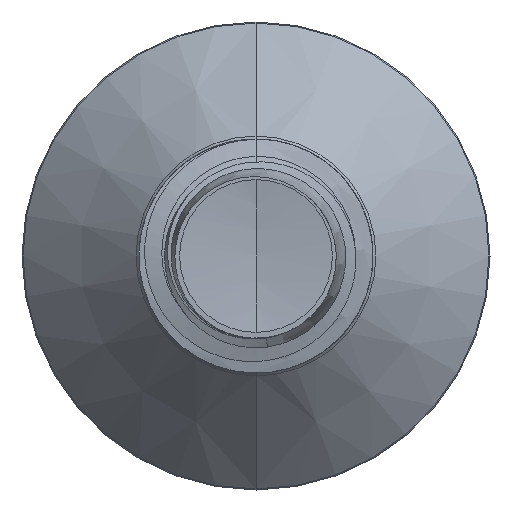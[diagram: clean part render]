
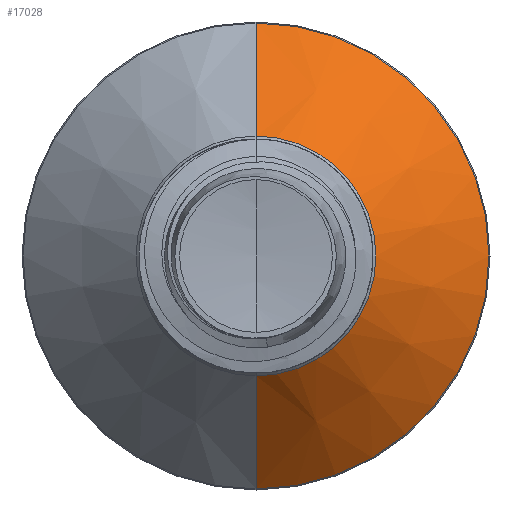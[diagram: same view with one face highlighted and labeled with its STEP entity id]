
A CAD part, front view. The second image highlights one B-rep face of the part: STEP entity #17028.
In plain terms, the highlighted conical face has half-angle 45 degrees and reference radius 2.563 mm.
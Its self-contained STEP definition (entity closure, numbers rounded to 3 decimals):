
#5278 = CARTESIAN_POINT ( 'NONE',  ( 0., 26.813, 0. ) ) ;
#5711 = DIRECTION ( 'NONE',  ( 0., 0., 1. ) ) ;
#9098 = CONICAL_SURFACE ( 'NONE', #40432, 2.563, 0.785 ) ;
#10338 = DIRECTION ( 'NONE',  ( 0., 0., 1. ) ) ;
#11391 = CIRCLE ( 'NONE', #29583, 4.978 ) ;
#13578 = CARTESIAN_POINT ( 'NONE',  ( 0., 29.228, 4.978 ) ) ;
#15791 = EDGE_CURVE ( 'NONE', #42683, #39273, #17412, .T. ) ;
#15809 = ORIENTED_EDGE ( 'NONE', *, *, #15791, .F. ) ;
#16404 = EDGE_CURVE ( 'NONE', #42683, #22062, #24582, .T. ) ;
#17028 = ADVANCED_FACE ( 'NONE', ( #34254 ), #9098, .T. ) ;
#17412 = LINE ( 'NONE', #48348, #39003 ) ;
#18852 = ORIENTED_EDGE ( 'NONE', *, *, #20581, .F. ) ;
#20581 = EDGE_CURVE ( 'NONE', #39273, #30635, #11391, .T. ) ;
#21777 = LINE ( 'NONE', #54858, #40875 ) ;
#21943 = CARTESIAN_POINT ( 'NONE',  ( 0., 26.813, 2.563 ) ) ;
#22062 = VERTEX_POINT ( 'NONE', #50694 ) ;
#24582 = CIRCLE ( 'NONE', #49086, 2.563 ) ;
#26804 = DIRECTION ( 'NONE',  ( 0., 1., 0. ) ) ;
#29347 = EDGE_CURVE ( 'NONE', #22062, #30635, #21777, .T. ) ;
#29583 = AXIS2_PLACEMENT_3D ( 'NONE', #52724, #26804, #57687 ) ;
#30635 = VERTEX_POINT ( 'NONE', #40269 ) ;
#32675 = ORIENTED_EDGE ( 'NONE', *, *, #29347, .T. ) ;
#33161 = DIRECTION ( 'NONE',  ( 0., 0.707, -0.707 ) ) ;
#34254 = FACE_OUTER_BOUND ( 'NONE', #55403, .T. ) ;
#36864 = DIRECTION ( 'NONE',  ( 0., 1., 0. ) ) ;
#39003 = VECTOR ( 'NONE', #52727, 1000. ) ;
#39273 = VERTEX_POINT ( 'NONE', #13578 ) ;
#40269 = CARTESIAN_POINT ( 'NONE',  ( 0., 29.228, -4.978 ) ) ;
#40432 = AXIS2_PLACEMENT_3D ( 'NONE', #54548, #46287, #5711 ) ;
#40875 = VECTOR ( 'NONE', #33161, 1000. ) ;
#42683 = VERTEX_POINT ( 'NONE', #21943 ) ;
#46287 = DIRECTION ( 'NONE',  ( 0., 1., 0. ) ) ;
#48348 = CARTESIAN_POINT ( 'NONE',  ( 0., 26.813, 2.563 ) ) ;
#49086 = AXIS2_PLACEMENT_3D ( 'NONE', #5278, #36864, #10338 ) ;
#50694 = CARTESIAN_POINT ( 'NONE',  ( 0., 26.813, -2.563 ) ) ;
#51865 = ORIENTED_EDGE ( 'NONE', *, *, #16404, .T. ) ;
#52724 = CARTESIAN_POINT ( 'NONE',  ( 0., 29.228, 0. ) ) ;
#52727 = DIRECTION ( 'NONE',  ( 0., 0.707, 0.707 ) ) ;
#54548 = CARTESIAN_POINT ( 'NONE',  ( 0., 26.813, 0. ) ) ;
#54858 = CARTESIAN_POINT ( 'NONE',  ( 0., 26.813, -2.563 ) ) ;
#55403 = EDGE_LOOP ( 'NONE', ( #51865, #32675, #18852, #15809 ) ) ;
#57687 = DIRECTION ( 'NONE',  ( 0., 0., 1. ) ) ;
